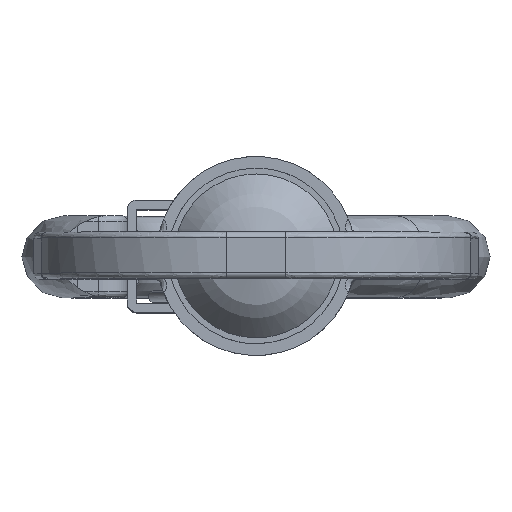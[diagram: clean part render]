
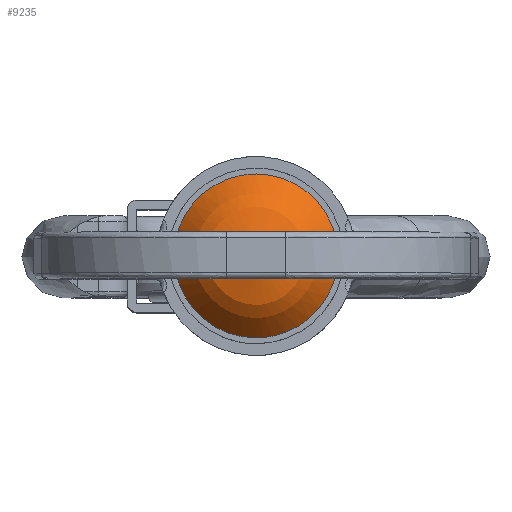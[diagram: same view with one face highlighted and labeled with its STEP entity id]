
A CAD part, top view. The second image highlights one B-rep face of the part: STEP entity #9235.
In plain terms, the highlighted free-form (B-spline) face has degree [2, 2] with [4, 4] control points.
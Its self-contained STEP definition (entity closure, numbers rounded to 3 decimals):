
#9129=CARTESIAN_POINT('',(-7.,0.0,51.3));
#9130=VERTEX_POINT('',#9129);
#9131=CARTESIAN_POINT('',(0.,7.,51.3));
#9132=VERTEX_POINT('',#9131);
#9133=CARTESIAN_POINT('',(-7.,0.0,51.3));
#9134=CARTESIAN_POINT('',(-7.,0.573,51.3));
#9135=CARTESIAN_POINT('',(-6.869,1.632,51.3));
#9136=CARTESIAN_POINT('',(-6.376,2.984,51.3));
#9137=CARTESIAN_POINT('',(-5.718,4.097,51.3));
#9138=CARTESIAN_POINT('',(-4.879,5.082,51.3));
#9139=CARTESIAN_POINT('',(-3.885,5.868,51.3));
#9140=CARTESIAN_POINT('',(-2.847,6.423,51.3));
#9141=CARTESIAN_POINT('',(-1.603,6.868,51.3));
#9142=CARTESIAN_POINT('',(-0.63,7.,51.3));
#9143=CARTESIAN_POINT('',(0.,7.,51.3));
#9144=B_SPLINE_CURVE_WITH_KNOTS('',3,(#9133,#9134,#9135,#9136,#9137,#9138,#9139,#9140,#9141,#9142,#9143),.UNSPECIFIED.,.F.,.U.,(4,1,1,1,1,1,1,1,4),(0.,1.718,3.178,4.295,5.584,7.044,8.075,9.106,10.996),.UNSPECIFIED.);
#9145=EDGE_CURVE('',#9130,#9132,#9144,.T.);
#9147=CARTESIAN_POINT('',(7.,0.0,51.3));
#9148=VERTEX_POINT('',#9147);
#9149=CARTESIAN_POINT('',(0.,7.,51.3));
#9150=CARTESIAN_POINT('',(0.515,7.,51.3));
#9151=CARTESIAN_POINT('',(1.575,6.882,51.3));
#9152=CARTESIAN_POINT('',(3.044,6.367,51.3));
#9153=CARTESIAN_POINT('',(4.24,5.62,51.3));
#9154=CARTESIAN_POINT('',(5.235,4.707,51.3));
#9155=CARTESIAN_POINT('',(5.996,3.694,51.3));
#9156=CARTESIAN_POINT('',(6.563,2.532,51.3));
#9157=CARTESIAN_POINT('',(6.915,1.317,51.3));
#9158=CARTESIAN_POINT('',(7.,0.458,51.3));
#9159=CARTESIAN_POINT('',(7.,0.0,51.3));
#9160=B_SPLINE_CURVE_WITH_KNOTS('',3,(#9149,#9150,#9151,#9152,#9153,#9154,#9155,#9156,#9157,#9158,#9159),.UNSPECIFIED.,.F.,.U.,(4,1,1,1,1,1,1,1,4),(0.,1.546,3.178,4.639,5.755,7.216,8.419,9.621,10.996),.UNSPECIFIED.);
#9161=EDGE_CURVE('',#9132,#9148,#9160,.T.);
#9163=CARTESIAN_POINT('',(0.,-7.,51.3));
#9164=VERTEX_POINT('',#9163);
#9165=CARTESIAN_POINT('',(7.,0.0,51.3));
#9166=CARTESIAN_POINT('',(7.,-0.515,51.3));
#9167=CARTESIAN_POINT('',(6.911,-1.317,51.3));
#9168=CARTESIAN_POINT('',(6.583,-2.447,51.3));
#9169=CARTESIAN_POINT('',(6.076,-3.573,51.3));
#9170=CARTESIAN_POINT('',(5.248,-4.719,51.3));
#9171=CARTESIAN_POINT('',(4.192,-5.653,51.3));
#9172=CARTESIAN_POINT('',(2.989,-6.384,51.3));
#9173=CARTESIAN_POINT('',(1.604,-6.879,51.3));
#9174=CARTESIAN_POINT('',(0.515,-7.,51.3));
#9175=CARTESIAN_POINT('',(0.,-7.,51.3));
#9176=B_SPLINE_CURVE_WITH_KNOTS('',3,(#9165,#9166,#9167,#9168,#9169,#9170,#9171,#9172,#9173,#9174,#9175),.UNSPECIFIED.,.F.,.U.,(4,1,1,1,1,1,1,1,4),(0.,1.546,2.405,3.522,5.24,6.615,7.731,9.449,10.996),.UNSPECIFIED.);
#9177=EDGE_CURVE('',#9148,#9164,#9176,.T.);
#9179=CARTESIAN_POINT('',(0.,-7.,51.3));
#9180=CARTESIAN_POINT('',(-0.573,-7.,51.3));
#9181=CARTESIAN_POINT('',(-1.46,-6.89,51.3));
#9182=CARTESIAN_POINT('',(-2.689,-6.493,51.3));
#9183=CARTESIAN_POINT('',(-3.562,-6.053,51.3));
#9184=CARTESIAN_POINT('',(-4.457,-5.431,51.3));
#9185=CARTESIAN_POINT('',(-5.274,-4.663,51.3));
#9186=CARTESIAN_POINT('',(-5.953,-3.735,51.3));
#9187=CARTESIAN_POINT('',(-6.521,-2.64,51.3));
#9188=CARTESIAN_POINT('',(-6.904,-1.432,51.3));
#9189=CARTESIAN_POINT('',(-7.,-0.458,51.3));
#9190=CARTESIAN_POINT('',(-7.,0.0,51.3));
#9191=B_SPLINE_CURVE_WITH_KNOTS('',3,(#9179,#9180,#9181,#9182,#9183,#9184,#9185,#9186,#9187,#9188,#9189,#9190),.UNSPECIFIED.,.F.,.U.,(4,1,1,1,1,1,1,1,1,4),(0.,1.718,2.663,3.866,4.639,5.927,7.216,8.075,9.621,10.996),.UNSPECIFIED.);
#9192=EDGE_CURVE('',#9164,#9130,#9191,.T.);
#9205=CARTESIAN_POINT('',(-5.877,-5.877,48.166));
#9206=CARTESIAN_POINT('',(-3.681,-7.362,50.72));
#9207=CARTESIAN_POINT('',(3.681,-7.362,50.72));
#9208=CARTESIAN_POINT('',(5.877,-5.877,48.166));
#9209=CARTESIAN_POINT('',(-7.362,-3.681,50.72));
#9210=CARTESIAN_POINT('',(-4.925,-4.925,55.));
#9211=CARTESIAN_POINT('',(4.925,-4.925,55.));
#9212=CARTESIAN_POINT('',(7.362,-3.681,50.72));
#9213=CARTESIAN_POINT('',(-7.362,3.681,50.72));
#9214=CARTESIAN_POINT('',(-4.925,4.925,55.));
#9215=CARTESIAN_POINT('',(4.925,4.925,55.));
#9216=CARTESIAN_POINT('',(7.362,3.681,50.72));
#9217=CARTESIAN_POINT('',(-5.877,5.877,48.166));
#9218=CARTESIAN_POINT('',(-3.681,7.362,50.72));
#9219=CARTESIAN_POINT('',(3.681,7.362,50.72));
#9220=CARTESIAN_POINT('',(5.877,5.877,48.166));
#9228=(BOUNDED_SURFACE()B_SPLINE_SURFACE(2,2,((#9205,#9209,#9213,#9217),(#9206,#9210,#9214,#9218),(#9207,#9211,#9215,#9219),(#9208,#9212,#9216,#9220)),.UNSPECIFIED.,.F.,.F.,.U.)B_SPLINE_SURFACE_WITH_KNOTS((3,1,3),(3,1,3),(0.0,8.426,16.853),(0.0,8.426,16.853),.UNSPECIFIED.)GEOMETRIC_REPRESENTATION_ITEM()RATIONAL_B_SPLINE_SURFACE(((1.676,1.338,1.338,1.676),(1.338,1.0,1.0,1.338),(1.338,1.0,1.0,1.338),(1.676,1.338,1.338,1.676)))REPRESENTATION_ITEM('')SURFACE());
#9229=ORIENTED_EDGE('',*,*,#9192,.F.);
#9230=ORIENTED_EDGE('',*,*,#9177,.F.);
#9231=ORIENTED_EDGE('',*,*,#9161,.F.);
#9232=ORIENTED_EDGE('',*,*,#9145,.F.);
#9233=EDGE_LOOP('',(#9229,#9230,#9231,#9232));
#9234=FACE_OUTER_BOUND('',#9233,.T.);
#9235=ADVANCED_FACE('',(#9234),#9228,.T.);
